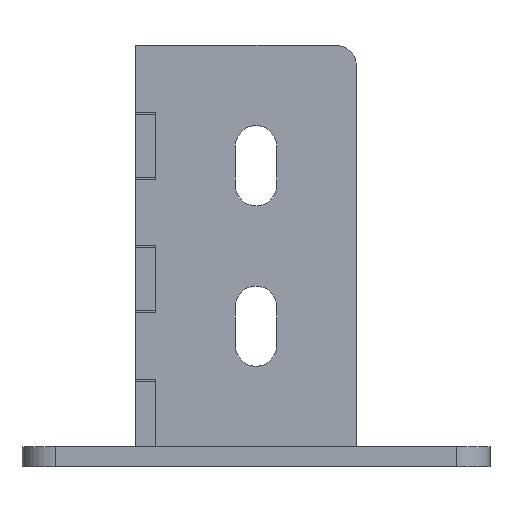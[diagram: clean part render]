
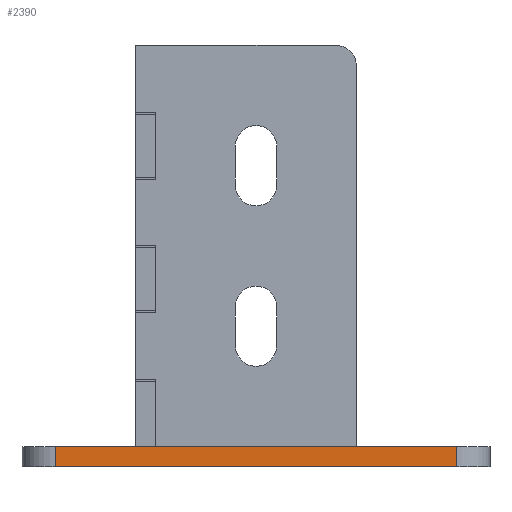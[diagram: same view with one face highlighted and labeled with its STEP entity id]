
A CAD part, front view. The second image highlights one B-rep face of the part: STEP entity #2390.
In plain terms, the highlighted planar face has unit normal (0, -1, 0).
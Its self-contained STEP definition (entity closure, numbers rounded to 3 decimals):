
#32 = CARTESIAN_POINT ( 'NONE',  ( -30., -52.5, 0. ) ) ;
#146 = VERTEX_POINT ( 'NONE', #947 ) ;
#248 = PLANE ( 'NONE',  #934 ) ;
#271 = DIRECTION ( 'NONE',  ( 0., 0., 1. ) ) ;
#279 = CARTESIAN_POINT ( 'NONE',  ( -35., -52.5, 3. ) ) ;
#833 = LINE ( 'NONE', #3721, #1389 ) ;
#895 = DIRECTION ( 'NONE',  ( 1., 0., 0. ) ) ;
#916 = EDGE_CURVE ( 'NONE', #3720, #1236, #3709, .T. ) ;
#934 = AXIS2_PLACEMENT_3D ( 'NONE', #3153, #1728, #271 ) ;
#947 = CARTESIAN_POINT ( 'NONE',  ( 30., -52.5, 0. ) ) ;
#1164 = DIRECTION ( 'NONE',  ( 0., 0., -1. ) ) ;
#1236 = VERTEX_POINT ( 'NONE', #2323 ) ;
#1389 = VECTOR ( 'NONE', #3177, 1000. ) ;
#1416 = DIRECTION ( 'NONE',  ( 1., 0., 0. ) ) ;
#1728 = DIRECTION ( 'NONE',  ( 0., 1., 0. ) ) ;
#2119 = ORIENTED_EDGE ( 'NONE', *, *, #916, .F. ) ;
#2222 = ORIENTED_EDGE ( 'NONE', *, *, #3435, .T. ) ;
#2321 = LINE ( 'NONE', #3481, #3521 ) ;
#2323 = CARTESIAN_POINT ( 'NONE',  ( 30., -52.5, 3. ) ) ;
#2390 = ADVANCED_FACE ( 'NONE', ( #3738 ), #248, .F. ) ;
#2517 = EDGE_CURVE ( 'NONE', #3720, #3004, #2981, .T. ) ;
#2577 = VECTOR ( 'NONE', #1416, 1000. ) ;
#2598 = EDGE_LOOP ( 'NONE', ( #2222, #2879, #2119, #2759 ) ) ;
#2759 = ORIENTED_EDGE ( 'NONE', *, *, #2517, .T. ) ;
#2761 = CARTESIAN_POINT ( 'NONE',  ( -30., -52.5, 3. ) ) ;
#2813 = EDGE_CURVE ( 'NONE', #146, #1236, #833, .T. ) ;
#2879 = ORIENTED_EDGE ( 'NONE', *, *, #2813, .T. ) ;
#2981 = LINE ( 'NONE', #3541, #3088 ) ;
#3004 = VERTEX_POINT ( 'NONE', #32 ) ;
#3088 = VECTOR ( 'NONE', #1164, 1000. ) ;
#3153 = CARTESIAN_POINT ( 'NONE',  ( -35., -52.5, 3. ) ) ;
#3177 = DIRECTION ( 'NONE',  ( 0., 0., 1. ) ) ;
#3435 = EDGE_CURVE ( 'NONE', #3004, #146, #2321, .T. ) ;
#3481 = CARTESIAN_POINT ( 'NONE',  ( -35., -52.5, 0. ) ) ;
#3521 = VECTOR ( 'NONE', #895, 1000. ) ;
#3541 = CARTESIAN_POINT ( 'NONE',  ( -30., -52.5, 3. ) ) ;
#3709 = LINE ( 'NONE', #279, #2577 ) ;
#3720 = VERTEX_POINT ( 'NONE', #2761 ) ;
#3721 = CARTESIAN_POINT ( 'NONE',  ( 30., -52.5, 3. ) ) ;
#3738 = FACE_OUTER_BOUND ( 'NONE', #2598, .T. ) ;
